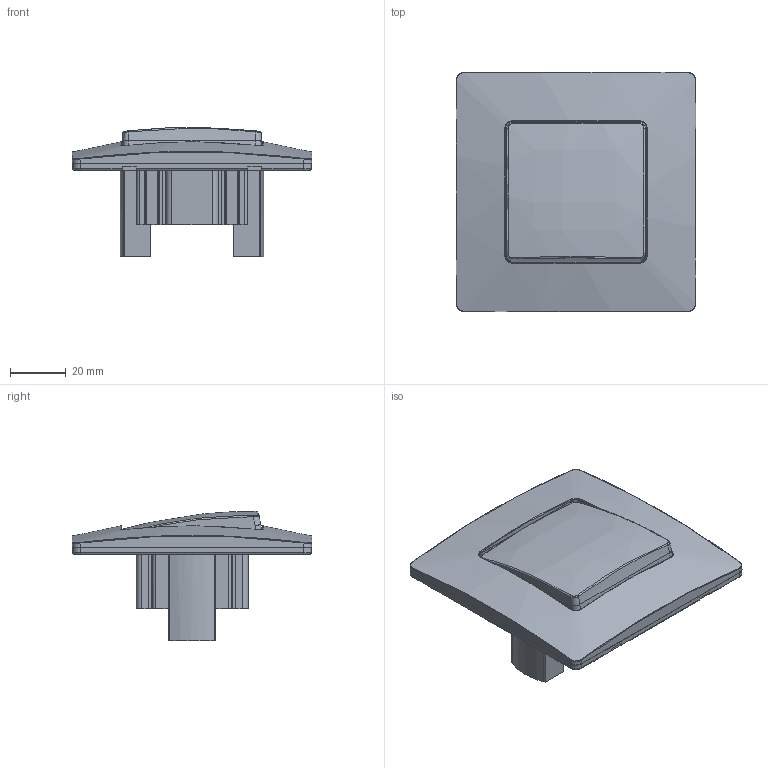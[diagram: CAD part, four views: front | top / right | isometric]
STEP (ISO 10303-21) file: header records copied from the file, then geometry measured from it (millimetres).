
FILE_DESCRIPTION (( 'STEP AP203' ), '1' );
FILE_NAME ('Vyklyuchatel_1kl.STEP', '2025-06-25T20:17:20', ( '' ), ( '' ), 'SwSTEP 2.0', 'SolidWorks 2022', '' );
FILE_SCHEMA (( 'CONFIG_CONTROL_DESIGN' ));
Length unit declared in the file: millimetre
Products named in the file (1): Vyklyuchatel_1kl
Bounding box: 86 x 86 x 46.33 mm (x, y, z)
Surface area: 24622.5 mm2 (no closed solid volume)
Topology: 0 solids, 24 shells, 466 faces, 1193 edges, 760 vertices
Faces by surface type: plane 291, bspline 106, cylinder 45, cone 20, torus 4
Entity records: 21968 total; most frequent: CARTESIAN_POINT 13530, ORIENTED_EDGE 2349, EDGE_CURVE 1192, B_SPLINE_CURVE_WITH_KNOTS 1128, VERTEX_POINT 760, DIRECTION 726, EDGE_LOOP 469, FACE_OUTER_BOUND 466
